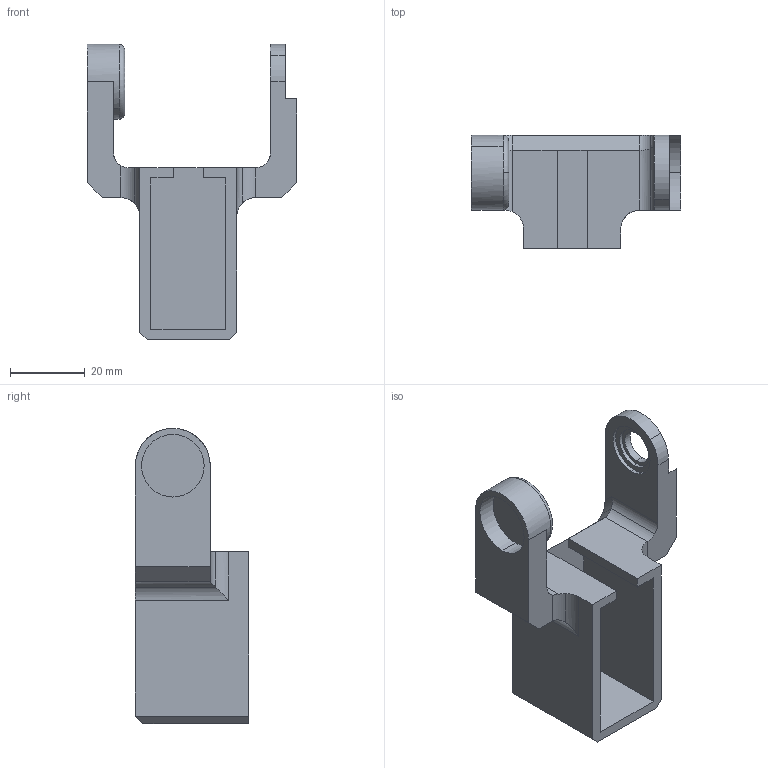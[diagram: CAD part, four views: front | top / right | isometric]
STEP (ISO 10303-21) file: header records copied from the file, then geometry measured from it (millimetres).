
FILE_DESCRIPTION (( 'STEP AP203' ), '1' );
FILE_NAME ('Pan component_Default_sldprt.STEP', '2020-11-13T20:13:01', ( '' ), ( '' ), 'SwSTEP 2.0', 'SolidWorks 2019', '' );
FILE_SCHEMA (( 'CONFIG_CONTROL_DESIGN' ));
Length unit declared in the file: millimetre
Products named in the file (1): Pan component_Default_sldprt
Bounding box: 56 x 30.25 x 79 mm (x, y, z)
Volume: 25838.8 mm3; surface area: 14505.7 mm2
Topology: 1 solids, 1 shells, 66 faces, 170 edges, 109 vertices
Faces by surface type: plane 34, cylinder 30, torus 2
Entity records: 2082 total; most frequent: CARTESIAN_POINT 387, ORIENTED_EDGE 340, DIRECTION 339, EDGE_CURVE 170, AXIS2_PLACEMENT_3D 115, LINE 109, VECTOR 109, VERTEX_POINT 109
